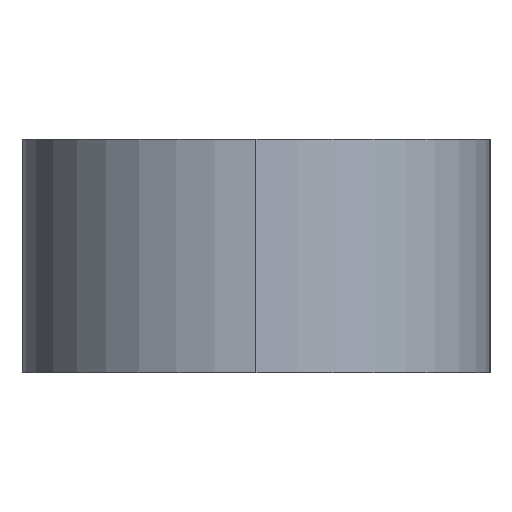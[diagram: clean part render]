
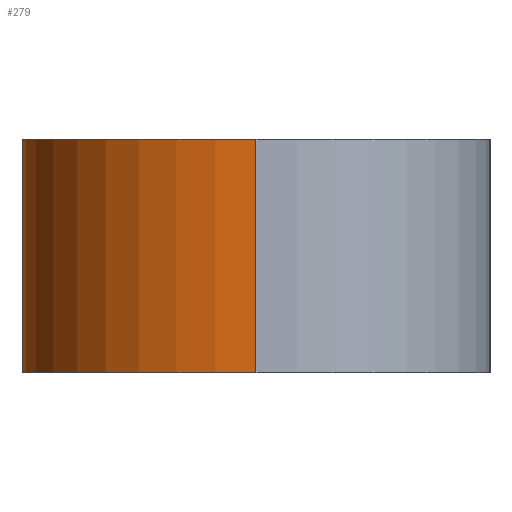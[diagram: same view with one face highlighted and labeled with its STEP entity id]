
A CAD part, left-side view. The second image highlights one B-rep face of the part: STEP entity #279.
In plain terms, the highlighted cylindrical face has radius 10 mm (diameter 20 mm), a partial arc.
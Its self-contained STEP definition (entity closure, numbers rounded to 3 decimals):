
#19 = ORIENTED_EDGE ( 'NONE', *, *, #671, .F. ) ;
#26 = CARTESIAN_POINT ( 'NONE',  ( 10., 20., 10. ) ) ;
#34 = VECTOR ( 'NONE', #419, 1000. ) ;
#53 = DIRECTION ( 'NONE',  ( 0., 0., 1. ) ) ;
#74 = CARTESIAN_POINT ( 'NONE',  ( 10., 10., 0. ) ) ;
#105 = CIRCLE ( 'NONE', #189, 10. ) ;
#152 = DIRECTION ( 'NONE',  ( -1., 0., 0. ) ) ;
#161 = VERTEX_POINT ( 'NONE', #635 ) ;
#189 = AXIS2_PLACEMENT_3D ( 'NONE', #534, #53, #641 ) ;
#208 = EDGE_CURVE ( 'NONE', #352, #673, #351, .T. ) ;
#219 = DIRECTION ( 'NONE',  ( 0., 0., -1. ) ) ;
#234 = DIRECTION ( 'NONE',  ( 1., 0., 0. ) ) ;
#240 = ORIENTED_EDGE ( 'NONE', *, *, #316, .F. ) ;
#249 = CARTESIAN_POINT ( 'NONE',  ( 0., 10., 0. ) ) ;
#265 = AXIS2_PLACEMENT_3D ( 'NONE', #317, #219, #152 ) ;
#279 = ADVANCED_FACE ( 'NONE', ( #367 ), #644, .T. ) ;
#285 = DIRECTION ( 'NONE',  ( 0., 0., -1. ) ) ;
#290 = VECTOR ( 'NONE', #668, 1000. ) ;
#316 = EDGE_CURVE ( 'NONE', #606, #352, #105, .T. ) ;
#317 = CARTESIAN_POINT ( 'NONE',  ( 10., 10., 10. ) ) ;
#321 = ORIENTED_EDGE ( 'NONE', *, *, #208, .F. ) ;
#351 = LINE ( 'NONE', #505, #290 ) ;
#352 = VERTEX_POINT ( 'NONE', #691 ) ;
#367 = FACE_OUTER_BOUND ( 'NONE', #642, .T. ) ;
#375 = ORIENTED_EDGE ( 'NONE', *, *, #401, .F. ) ;
#401 = EDGE_CURVE ( 'NONE', #673, #161, #473, .T. ) ;
#419 = DIRECTION ( 'NONE',  ( 0., 0., 1. ) ) ;
#473 = CIRCLE ( 'NONE', #546, 10. ) ;
#505 = CARTESIAN_POINT ( 'NONE',  ( 0., 10., 10. ) ) ;
#523 = LINE ( 'NONE', #26, #34 ) ;
#534 = CARTESIAN_POINT ( 'NONE',  ( 10., 10., 10. ) ) ;
#546 = AXIS2_PLACEMENT_3D ( 'NONE', #74, #285, #234 ) ;
#606 = VERTEX_POINT ( 'NONE', #685 ) ;
#635 = CARTESIAN_POINT ( 'NONE',  ( 10., 20., 0. ) ) ;
#641 = DIRECTION ( 'NONE',  ( 1., 0., 0. ) ) ;
#642 = EDGE_LOOP ( 'NONE', ( #321, #240, #19, #375 ) ) ;
#644 = CYLINDRICAL_SURFACE ( 'NONE', #265, 10. ) ;
#668 = DIRECTION ( 'NONE',  ( 0., 0., -1. ) ) ;
#671 = EDGE_CURVE ( 'NONE', #161, #606, #523, .T. ) ;
#673 = VERTEX_POINT ( 'NONE', #249 ) ;
#685 = CARTESIAN_POINT ( 'NONE',  ( 10., 20., 10. ) ) ;
#691 = CARTESIAN_POINT ( 'NONE',  ( 0., 10., 10. ) ) ;
